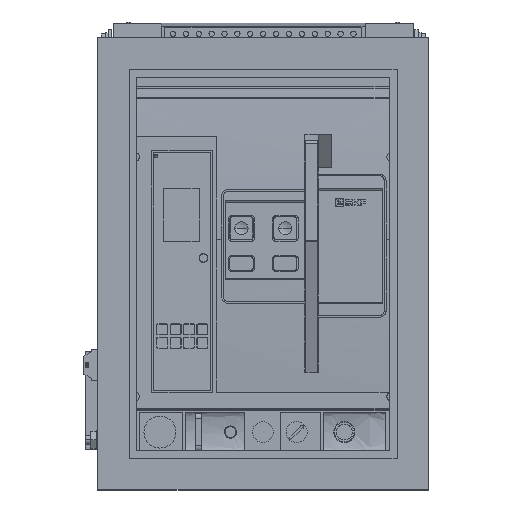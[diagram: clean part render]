
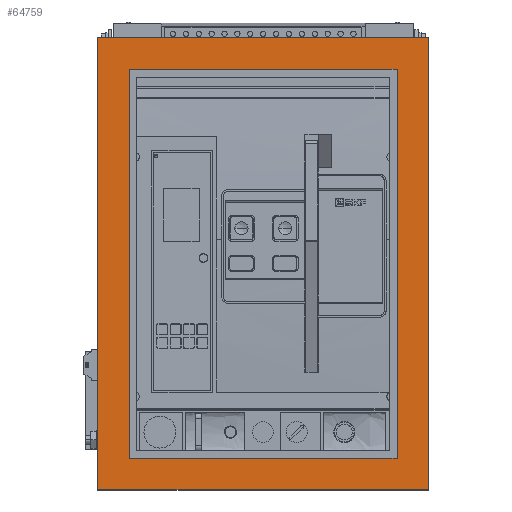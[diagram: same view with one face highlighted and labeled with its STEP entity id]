
A CAD part, top view. The second image highlights one B-rep face of the part: STEP entity #64759.
In plain terms, the highlighted planar face has unit normal (0, 0, 1).
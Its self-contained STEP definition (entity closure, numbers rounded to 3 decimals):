
#16 = DIRECTION ( 'NONE',  ( 1., 0., 0. ) ) ;
#1623 = ORIENTED_EDGE ( 'NONE', *, *, #21666, .T. ) ;
#6156 = VECTOR ( 'NONE', #41143, 1000. ) ;
#6688 = LINE ( 'NONE', #119328, #44906 ) ;
#10522 = VECTOR ( 'NONE', #16, 1000. ) ;
#15277 = ORIENTED_EDGE ( 'NONE', *, *, #28259, .T. ) ;
#16314 = VERTEX_POINT ( 'NONE', #19748 ) ;
#16943 = ORIENTED_EDGE ( 'NONE', *, *, #71063, .F. ) ;
#18894 = CARTESIAN_POINT ( 'NONE',  ( -135.9, 304.9, 31.2 ) ) ;
#19748 = CARTESIAN_POINT ( 'NONE',  ( 110., -41., 31.2 ) ) ;
#20414 = ORIENTED_EDGE ( 'NONE', *, *, #127155, .F. ) ;
#21666 = EDGE_CURVE ( 'NONE', #41461, #43886, #55552, .T. ) ;
#22140 = EDGE_CURVE ( 'NONE', #86426, #64797, #89141, .T. ) ;
#22548 = LINE ( 'NONE', #63949, #100153 ) ;
#26848 = CARTESIAN_POINT ( 'NONE',  ( -135.9, 304.9, 31.2 ) ) ;
#28259 = EDGE_CURVE ( 'NONE', #64797, #41461, #65571, .T. ) ;
#29118 = ORIENTED_EDGE ( 'NONE', *, *, #50578, .T. ) ;
#30737 = CARTESIAN_POINT ( 'NONE',  ( 0., 0., 31.2 ) ) ;
#35857 = DIRECTION ( 'NONE',  ( 0., -1., 0. ) ) ;
#38441 = DIRECTION ( 'NONE',  ( 1., 0., 0. ) ) ;
#40149 = CARTESIAN_POINT ( 'NONE',  ( -135.9, -66.9, 31.2 ) ) ;
#41143 = DIRECTION ( 'NONE',  ( -1., 0., 0. ) ) ;
#41461 = VERTEX_POINT ( 'NONE', #18894 ) ;
#42493 = CARTESIAN_POINT ( 'NONE',  ( -110., 279., 31.2 ) ) ;
#43886 = VERTEX_POINT ( 'NONE', #40149 ) ;
#44906 = VECTOR ( 'NONE', #87503, 1000. ) ;
#48640 = LINE ( 'NONE', #87358, #131605 ) ;
#49055 = CARTESIAN_POINT ( 'NONE',  ( -110., 279., 31.2 ) ) ;
#50002 = LINE ( 'NONE', #42493, #6156 ) ;
#50578 = EDGE_CURVE ( 'NONE', #43886, #86426, #48640, .T. ) ;
#55552 = LINE ( 'NONE', #109844, #56880 ) ;
#56880 = VECTOR ( 'NONE', #35857, 1000. ) ;
#59083 = CARTESIAN_POINT ( 'NONE',  ( 110., 279., 31.2 ) ) ;
#61883 = ORIENTED_EDGE ( 'NONE', *, *, #128024, .F. ) ;
#63949 = CARTESIAN_POINT ( 'NONE',  ( 110., -41., 31.2 ) ) ;
#64759 = ADVANCED_FACE ( 'NONE', ( #112208, #92547 ), #82335, .T. ) ;
#64797 = VERTEX_POINT ( 'NONE', #74153 ) ;
#65571 = LINE ( 'NONE', #26848, #72029 ) ;
#68276 = DIRECTION ( 'NONE',  ( -1., 0., 0. ) ) ;
#71063 = EDGE_CURVE ( 'NONE', #16314, #103441, #22548, .T. ) ;
#72029 = VECTOR ( 'NONE', #68276, 1000. ) ;
#74153 = CARTESIAN_POINT ( 'NONE',  ( 135.9, 304.9, 31.2 ) ) ;
#75413 = CARTESIAN_POINT ( 'NONE',  ( 135.9, -66.9, 31.2 ) ) ;
#77203 = VERTEX_POINT ( 'NONE', #49055 ) ;
#82335 = PLANE ( 'NONE',  #122604 ) ;
#86426 = VERTEX_POINT ( 'NONE', #75413 ) ;
#87358 = CARTESIAN_POINT ( 'NONE',  ( -135.9, -66.9, 31.2 ) ) ;
#87503 = DIRECTION ( 'NONE',  ( 0., -1., 0. ) ) ;
#89141 = LINE ( 'NONE', #130487, #107772 ) ;
#91565 = ORIENTED_EDGE ( 'NONE', *, *, #22140, .T. ) ;
#92547 = FACE_BOUND ( 'NONE', #95604, .T. ) ;
#95604 = EDGE_LOOP ( 'NONE', ( #106278, #16943, #61883, #20414 ) ) ;
#100153 = VECTOR ( 'NONE', #106008, 1000. ) ;
#100714 = DIRECTION ( 'NONE',  ( 1., 0., 0. ) ) ;
#103441 = VERTEX_POINT ( 'NONE', #59083 ) ;
#106008 = DIRECTION ( 'NONE',  ( 0., 1., 0. ) ) ;
#106278 = ORIENTED_EDGE ( 'NONE', *, *, #113389, .F. ) ;
#107772 = VECTOR ( 'NONE', #131173, 1000. ) ;
#109844 = CARTESIAN_POINT ( 'NONE',  ( -135.9, -66.9, 31.2 ) ) ;
#110870 = DIRECTION ( 'NONE',  ( 0., 0., 1. ) ) ;
#112208 = FACE_OUTER_BOUND ( 'NONE', #129556, .T. ) ;
#112706 = CARTESIAN_POINT ( 'NONE',  ( -110., -41., 31.2 ) ) ;
#113389 = EDGE_CURVE ( 'NONE', #103441, #77203, #50002, .T. ) ;
#119328 = CARTESIAN_POINT ( 'NONE',  ( -110., -41., 31.2 ) ) ;
#122604 = AXIS2_PLACEMENT_3D ( 'NONE', #30737, #110870, #100714 ) ;
#127155 = EDGE_CURVE ( 'NONE', #77203, #129730, #6688, .T. ) ;
#128024 = EDGE_CURVE ( 'NONE', #129730, #16314, #133065, .T. ) ;
#129556 = EDGE_LOOP ( 'NONE', ( #29118, #91565, #15277, #1623 ) ) ;
#129730 = VERTEX_POINT ( 'NONE', #130742 ) ;
#130487 = CARTESIAN_POINT ( 'NONE',  ( 135.9, -66.9, 31.2 ) ) ;
#130742 = CARTESIAN_POINT ( 'NONE',  ( -110., -41., 31.2 ) ) ;
#131173 = DIRECTION ( 'NONE',  ( 0., 1., 0. ) ) ;
#131605 = VECTOR ( 'NONE', #38441, 1000. ) ;
#133065 = LINE ( 'NONE', #112706, #10522 ) ;
